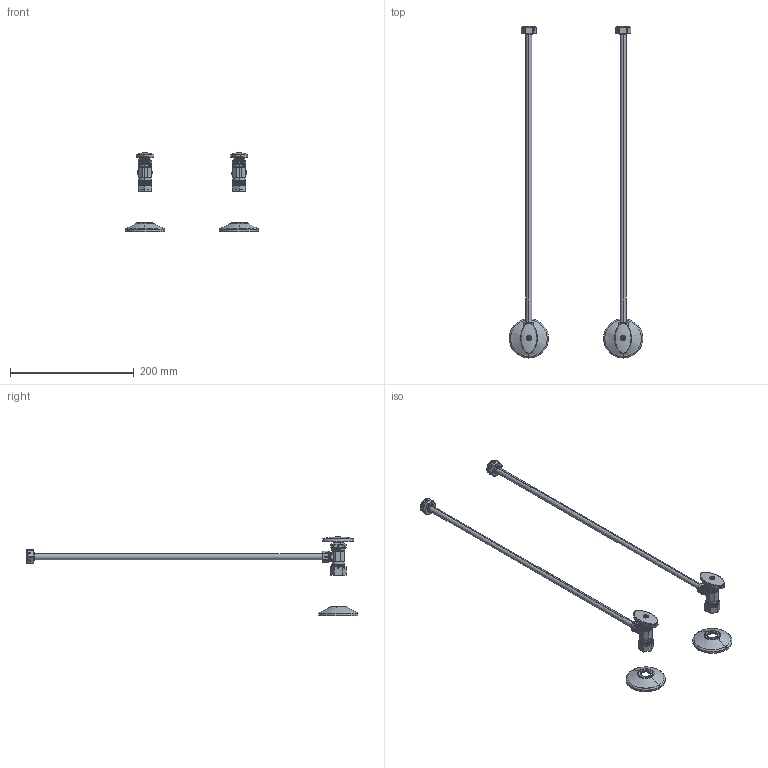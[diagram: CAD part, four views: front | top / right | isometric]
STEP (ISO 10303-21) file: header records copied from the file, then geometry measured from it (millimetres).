
FILE_DESCRIPTION((''),'2;1');
FILE_NAME('493','2021-06-17T22:55:59',('NSantos'),(''),'CREO PARAMETRIC BY PTC INC, 2018500','CREO PARAMETRIC BY PTC INC, 2018500','');
FILE_SCHEMA(('CONFIG_CONTROL_DESIGN'));
Length unit declared in the file: inch
Products named in the file (1): 493
Bounding box: 215.9 x 536.96 x 128.25 mm (x, y, z)
Volume: 43504.8 mm3; surface area: 159071.5 mm2
Topology: 8 solids, 32 shells, 1347 faces, 3464 edges, 2194 vertices
Faces by surface type: cylinder 480, plane 423, bspline 254, cone 136, torus 46, sphere 6, extrusion 2
Entity records: 74487 total; most frequent: CARTESIAN_POINT 44658, ORIENTED_EDGE 6762, DIRECTION 5178, EDGE_CURVE 3448, VERTEX_POINT 2194, AXIS2_PLACEMENT_3D 1998, EDGE_LOOP 1442, B_SPLINE_CURVE_WITH_KNOTS 1364
